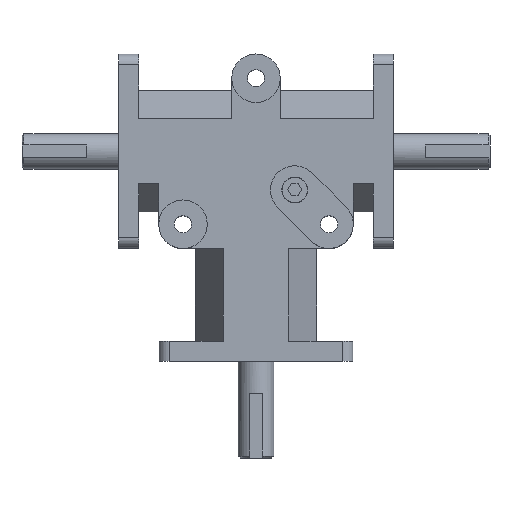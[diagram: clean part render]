
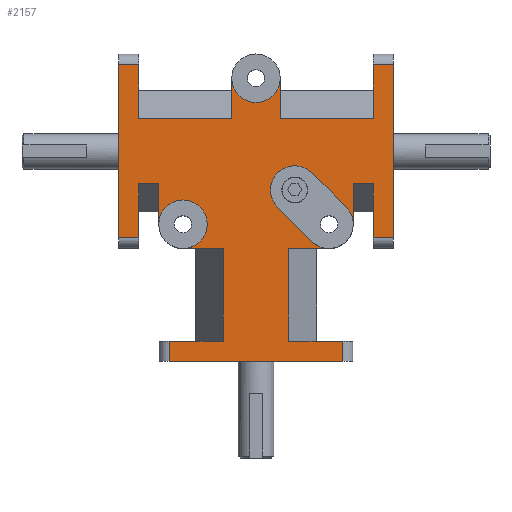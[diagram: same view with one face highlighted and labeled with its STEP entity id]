
A CAD part, top view. The second image highlights one B-rep face of the part: STEP entity #2157.
In plain terms, the highlighted planar face has unit normal (0, 0, 1).
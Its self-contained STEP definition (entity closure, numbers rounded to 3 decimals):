
#56=VECTOR('',#2608,1.);
#63=VECTOR('',#2635,1.);
#64=VECTOR('',#2640,1.);
#71=VECTOR('',#2667,1.);
#74=VECTOR('',#2680,1.);
#77=VECTOR('',#2691,1.);
#80=VECTOR('',#2705,1.);
#90=VECTOR('',#2720,1.);
#92=VECTOR('',#2727,1.);
#102=VECTOR('',#2742,1.);
#104=VECTOR('',#2745,1.);
#105=VECTOR('',#2746,1.);
#106=VECTOR('',#2747,1.);
#107=VECTOR('',#2750,1.);
#108=VECTOR('',#2753,1.);
#109=VECTOR('',#2754,1.);
#110=VECTOR('',#2755,1.);
#111=VECTOR('',#2756,1.);
#112=VECTOR('',#2757,1.);
#113=VECTOR('',#2758,1.);
#114=VECTOR('',#2761,1.);
#115=VECTOR('',#2762,1.);
#116=VECTOR('',#2763,1.);
#117=VECTOR('',#2764,1.);
#118=VECTOR('',#2765,1.);
#119=VECTOR('',#2766,1.);
#120=VECTOR('',#2767,1.);
#121=VECTOR('',#2770,1.);
#122=VECTOR('',#2771,1.);
#244=LINE('',#3198,#56);
#251=LINE('',#3229,#63);
#252=LINE('',#3234,#64);
#259=LINE('',#3265,#71);
#262=LINE('',#3279,#74);
#265=LINE('',#3292,#77);
#268=LINE('',#3307,#80);
#278=LINE('',#3330,#90);
#280=LINE('',#3337,#92);
#290=LINE('',#3360,#102);
#292=LINE('',#3363,#104);
#293=LINE('',#3364,#105);
#294=LINE('',#3366,#106);
#295=LINE('',#3370,#107);
#296=LINE('',#3374,#108);
#297=LINE('',#3377,#109);
#298=LINE('',#3379,#110);
#299=LINE('',#3380,#111);
#300=LINE('',#3381,#112);
#301=LINE('',#3383,#113);
#302=LINE('',#3387,#114);
#303=LINE('',#3389,#115);
#304=LINE('',#3391,#116);
#305=LINE('',#3392,#117);
#306=LINE('',#3393,#118);
#307=LINE('',#3395,#119);
#308=LINE('',#3397,#120);
#309=LINE('',#3401,#121);
#310=LINE('',#3403,#122);
#430=PLANE('',#2348);
#534=VERTEX_POINT('',#3197);
#535=VERTEX_POINT('',#3199);
#545=VERTEX_POINT('',#3223);
#548=VERTEX_POINT('',#3228);
#550=VERTEX_POINT('',#3233);
#551=VERTEX_POINT('',#3235);
#561=VERTEX_POINT('',#3259);
#564=VERTEX_POINT('',#3264);
#570=VERTEX_POINT('',#3278);
#571=VERTEX_POINT('',#3280);
#573=VERTEX_POINT('',#3286);
#576=VERTEX_POINT('',#3291);
#583=VERTEX_POINT('',#3308);
#592=VERTEX_POINT('',#3329);
#595=VERTEX_POINT('',#3338);
#604=VERTEX_POINT('',#3359);
#605=VERTEX_POINT('',#3365);
#606=VERTEX_POINT('',#3367);
#607=VERTEX_POINT('',#3369);
#608=VERTEX_POINT('',#3371);
#609=VERTEX_POINT('',#3373);
#610=VERTEX_POINT('',#3375);
#611=VERTEX_POINT('',#3376);
#612=VERTEX_POINT('',#3378);
#613=VERTEX_POINT('',#3382);
#614=VERTEX_POINT('',#3384);
#615=VERTEX_POINT('',#3386);
#616=VERTEX_POINT('',#3388);
#617=VERTEX_POINT('',#3390);
#618=VERTEX_POINT('',#3394);
#619=VERTEX_POINT('',#3396);
#620=VERTEX_POINT('',#3398);
#621=VERTEX_POINT('',#3400);
#622=VERTEX_POINT('',#3402);
#761=CIRCLE('',#2349,9.525);
#762=CIRCLE('',#2350,9.525);
#763=CIRCLE('',#2351,9.525);
#764=CIRCLE('',#2352,9.525);
#867=EDGE_CURVE('',#534,#535,#244,.T.);
#881=EDGE_CURVE('',#548,#545,#251,.T.);
#883=EDGE_CURVE('',#550,#551,#252,.T.);
#897=EDGE_CURVE('',#564,#561,#259,.T.);
#903=EDGE_CURVE('',#570,#571,#262,.T.);
#909=EDGE_CURVE('',#576,#573,#265,.T.);
#916=EDGE_CURVE('',#535,#583,#268,.T.);
#928=EDGE_CURVE('',#592,#548,#278,.T.);
#932=EDGE_CURVE('',#551,#595,#280,.T.);
#944=EDGE_CURVE('',#604,#564,#290,.T.);
#946=EDGE_CURVE('',#545,#534,#292,.T.);
#947=EDGE_CURVE('',#605,#592,#293,.T.);
#948=EDGE_CURVE('',#606,#605,#294,.T.);
#949=EDGE_CURVE('',#606,#607,#761,.T.);
#950=EDGE_CURVE('',#607,#608,#295,.T.);
#951=EDGE_CURVE('',#608,#609,#762,.T.);
#952=EDGE_CURVE('',#609,#610,#296,.T.);
#953=EDGE_CURVE('',#610,#611,#761,.T.);
#954=EDGE_CURVE('',#612,#611,#297,.T.);
#955=EDGE_CURVE('',#595,#612,#298,.T.);
#956=EDGE_CURVE('',#561,#550,#299,.T.);
#957=EDGE_CURVE('',#613,#604,#300,.T.);
#958=EDGE_CURVE('',#614,#613,#301,.T.);
#959=EDGE_CURVE('',#614,#615,#763,.T.);
#960=EDGE_CURVE('',#616,#615,#302,.T.);
#961=EDGE_CURVE('',#617,#616,#303,.T.);
#962=EDGE_CURVE('',#571,#617,#304,.T.);
#963=EDGE_CURVE('',#573,#570,#305,.T.);
#964=EDGE_CURVE('',#618,#576,#306,.T.);
#965=EDGE_CURVE('',#619,#618,#307,.T.);
#966=EDGE_CURVE('',#620,#619,#308,.T.);
#967=EDGE_CURVE('',#620,#621,#764,.T.);
#968=EDGE_CURVE('',#622,#621,#309,.T.);
#969=EDGE_CURVE('',#583,#622,#310,.T.);
#1313=ORIENTED_EDGE('',*,*,#867,.F.);
#1314=ORIENTED_EDGE('',*,*,#946,.F.);
#1315=ORIENTED_EDGE('',*,*,#881,.F.);
#1316=ORIENTED_EDGE('',*,*,#928,.F.);
#1317=ORIENTED_EDGE('',*,*,#947,.F.);
#1318=ORIENTED_EDGE('',*,*,#948,.F.);
#1319=ORIENTED_EDGE('',*,*,#949,.T.);
#1320=ORIENTED_EDGE('',*,*,#950,.T.);
#1321=ORIENTED_EDGE('',*,*,#951,.T.);
#1322=ORIENTED_EDGE('',*,*,#952,.T.);
#1323=ORIENTED_EDGE('',*,*,#953,.T.);
#1324=ORIENTED_EDGE('',*,*,#954,.F.);
#1325=ORIENTED_EDGE('',*,*,#955,.F.);
#1326=ORIENTED_EDGE('',*,*,#932,.F.);
#1327=ORIENTED_EDGE('',*,*,#883,.F.);
#1328=ORIENTED_EDGE('',*,*,#956,.F.);
#1329=ORIENTED_EDGE('',*,*,#897,.F.);
#1330=ORIENTED_EDGE('',*,*,#944,.F.);
#1331=ORIENTED_EDGE('',*,*,#957,.F.);
#1332=ORIENTED_EDGE('',*,*,#958,.F.);
#1333=ORIENTED_EDGE('',*,*,#959,.T.);
#1334=ORIENTED_EDGE('',*,*,#960,.F.);
#1335=ORIENTED_EDGE('',*,*,#961,.F.);
#1336=ORIENTED_EDGE('',*,*,#962,.F.);
#1337=ORIENTED_EDGE('',*,*,#903,.F.);
#1338=ORIENTED_EDGE('',*,*,#963,.F.);
#1339=ORIENTED_EDGE('',*,*,#909,.F.);
#1340=ORIENTED_EDGE('',*,*,#964,.F.);
#1341=ORIENTED_EDGE('',*,*,#965,.F.);
#1342=ORIENTED_EDGE('',*,*,#966,.F.);
#1343=ORIENTED_EDGE('',*,*,#967,.T.);
#1344=ORIENTED_EDGE('',*,*,#968,.F.);
#1345=ORIENTED_EDGE('',*,*,#969,.F.);
#1346=ORIENTED_EDGE('',*,*,#916,.F.);
#1772=EDGE_LOOP('',(#1313,#1314,#1315,#1316,#1317,#1318,#1319,#1320,#1321,
#1322,#1323,#1324,#1325,#1326,#1327,#1328,#1329,#1330,#1331,#1332,#1333,
#1334,#1335,#1336,#1337,#1338,#1339,#1340,#1341,#1342,#1343,#1344,#1345,
#1346));
#1979=FACE_BOUND('',#1772,.T.);
#2157=ADVANCED_FACE('',(#1979),#430,.T.);
#2348=AXIS2_PLACEMENT_3D('',#3362,#2744,$);
#2349=AXIS2_PLACEMENT_3D('',#3368,#2748,#2749);
#2350=AXIS2_PLACEMENT_3D('',#3372,#2751,#2752);
#2351=AXIS2_PLACEMENT_3D('',#3385,#2759,#2760);
#2352=AXIS2_PLACEMENT_3D('',#3399,#2768,#2769);
#2608=DIRECTION('',(0.,1.,0.));
#2635=DIRECTION('',(0.,-1.,0.));
#2640=DIRECTION('',(-1.,0.,0.));
#2667=DIRECTION('',(1.,0.,0.));
#2680=DIRECTION('',(1.,0.,0.));
#2691=DIRECTION('',(-1.,0.,0.));
#2705=DIRECTION('',(1.,0.,0.));
#2720=DIRECTION('',(1.,0.,0.));
#2727=DIRECTION('',(0.,1.,0.));
#2742=DIRECTION('',(0.,1.,0.));
#2744=DIRECTION('',(0.,0.,1.));
#2745=DIRECTION('',(-1.,0.,0.));
#2746=DIRECTION('',(0.,-1.,0.));
#2747=DIRECTION('',(-1.,0.,0.));
#2748=DIRECTION('',(0.,0.,-1.));
#2749=DIRECTION('',(9.525,0.,0.));
#2750=DIRECTION('',(-0.707,0.707,0.));
#2751=DIRECTION('',(0.,0.,-1.));
#2752=DIRECTION('',(9.525,0.,0.));
#2753=DIRECTION('',(0.707,-0.707,0.));
#2754=DIRECTION('',(0.,-1.,0.));
#2755=DIRECTION('',(-1.,0.,0.));
#2756=DIRECTION('',(0.,-1.,0.));
#2757=DIRECTION('',(1.,0.,0.));
#2758=DIRECTION('',(0.,-1.,0.));
#2759=DIRECTION('',(0.,0.,-1.));
#2760=DIRECTION('',(9.525,0.,0.));
#2761=DIRECTION('',(0.,1.,0.));
#2762=DIRECTION('',(1.,0.,0.));
#2763=DIRECTION('',(0.,-1.,0.));
#2764=DIRECTION('',(0.,1.,0.));
#2765=DIRECTION('',(0.,-1.,0.));
#2766=DIRECTION('',(-1.,0.,0.));
#2767=DIRECTION('',(0.,1.,0.));
#2768=DIRECTION('',(0.,0.,-1.));
#2769=DIRECTION('',(9.525,0.,0.));
#2770=DIRECTION('',(-1.,0.,0.));
#2771=DIRECTION('',(0.,1.,0.));
#3197=CARTESIAN_POINT('',(-34.036,0.,25.4));
#3198=CARTESIAN_POINT('',(-34.036,34.765,25.4));
#3199=CARTESIAN_POINT('',(-34.036,7.874,25.4));
#3223=CARTESIAN_POINT('',(34.036,0.,25.4));
#3228=CARTESIAN_POINT('',(34.036,7.874,25.4));
#3229=CARTESIAN_POINT('',(34.036,30.828,25.4));
#3233=CARTESIAN_POINT('',(53.975,48.514,25.4));
#3234=CARTESIAN_POINT('',(23.051,48.514,25.4));
#3235=CARTESIAN_POINT('',(46.101,48.514,25.4));
#3259=CARTESIAN_POINT('',(53.975,116.586,25.4));
#3264=CARTESIAN_POINT('',(46.101,116.586,25.4));
#3265=CARTESIAN_POINT('',(26.988,116.586,25.4));
#3278=CARTESIAN_POINT('',(-53.975,116.586,25.4));
#3279=CARTESIAN_POINT('',(-23.051,116.586,25.4));
#3280=CARTESIAN_POINT('',(-46.101,116.586,25.4));
#3286=CARTESIAN_POINT('',(-53.975,48.514,25.4));
#3291=CARTESIAN_POINT('',(-46.101,48.514,25.4));
#3292=CARTESIAN_POINT('',(-26.988,48.514,25.4));
#3307=CARTESIAN_POINT('',(-11.906,7.874,25.4));
#3308=CARTESIAN_POINT('',(-12.814,7.874,25.4));
#3329=CARTESIAN_POINT('',(12.814,7.874,25.4));
#3330=CARTESIAN_POINT('',(23.813,7.874,25.4));
#3337=CARTESIAN_POINT('',(46.101,60.197,25.4));
#3338=CARTESIAN_POINT('',(46.101,69.736,25.4));
#3359=CARTESIAN_POINT('',(46.101,95.364,25.4));
#3360=CARTESIAN_POINT('',(46.101,106.363,25.4));
#3362=CARTESIAN_POINT('',(0.,61.657,25.4));
#3363=CARTESIAN_POINT('',(-38.1,0.,25.4));
#3364=CARTESIAN_POINT('',(12.814,34.765,25.4));
#3365=CARTESIAN_POINT('',(12.814,44.323,25.4));
#3366=CARTESIAN_POINT('',(11.906,44.323,25.4));
#3367=CARTESIAN_POINT('',(28.702,44.323,25.4));
#3368=CARTESIAN_POINT('',(28.702,53.848,25.4));
#3369=CARTESIAN_POINT('',(21.967,47.113,25.4));
#3370=CARTESIAN_POINT('',(12.839,56.24,25.4));
#3371=CARTESIAN_POINT('',(8.505,60.575,25.4));
#3372=CARTESIAN_POINT('',(15.24,67.31,25.4));
#3373=CARTESIAN_POINT('',(21.975,74.045,25.4));
#3374=CARTESIAN_POINT('',(19.579,76.442,25.4));
#3375=CARTESIAN_POINT('',(35.437,60.583,25.4));
#3376=CARTESIAN_POINT('',(38.227,53.848,25.4));
#3377=CARTESIAN_POINT('',(38.227,53.848,25.4));
#3378=CARTESIAN_POINT('',(38.227,69.736,25.4));
#3379=CARTESIAN_POINT('',(19.114,69.736,25.4));
#3380=CARTESIAN_POINT('',(53.975,44.45,25.4));
#3381=CARTESIAN_POINT('',(23.051,95.364,25.4));
#3382=CARTESIAN_POINT('',(9.525,95.364,25.4));
#3383=CARTESIAN_POINT('',(9.525,84.01,25.4));
#3384=CARTESIAN_POINT('',(9.525,111.252,25.4));
#3385=CARTESIAN_POINT('',(0.,111.252,25.4));
#3386=CARTESIAN_POINT('',(-9.525,111.252,25.4));
#3387=CARTESIAN_POINT('',(-9.525,106.363,25.4));
#3388=CARTESIAN_POINT('',(-9.525,95.364,25.4));
#3389=CARTESIAN_POINT('',(-4.763,95.364,25.4));
#3390=CARTESIAN_POINT('',(-46.101,95.364,25.4));
#3391=CARTESIAN_POINT('',(-46.101,84.01,25.4));
#3392=CARTESIAN_POINT('',(-53.975,44.45,25.4));
#3393=CARTESIAN_POINT('',(-46.101,44.45,25.4));
#3394=CARTESIAN_POINT('',(-46.101,69.736,25.4));
#3395=CARTESIAN_POINT('',(-23.051,69.736,25.4));
#3396=CARTESIAN_POINT('',(-38.227,69.736,25.4));
#3397=CARTESIAN_POINT('',(-38.227,60.197,25.4));
#3398=CARTESIAN_POINT('',(-38.227,53.848,25.4));
#3399=CARTESIAN_POINT('',(-28.702,53.848,25.4));
#3400=CARTESIAN_POINT('',(-28.702,44.323,25.4));
#3401=CARTESIAN_POINT('',(-23.813,44.323,25.4));
#3402=CARTESIAN_POINT('',(-12.814,44.323,25.4));
#3403=CARTESIAN_POINT('',(-12.814,52.99,25.4));
